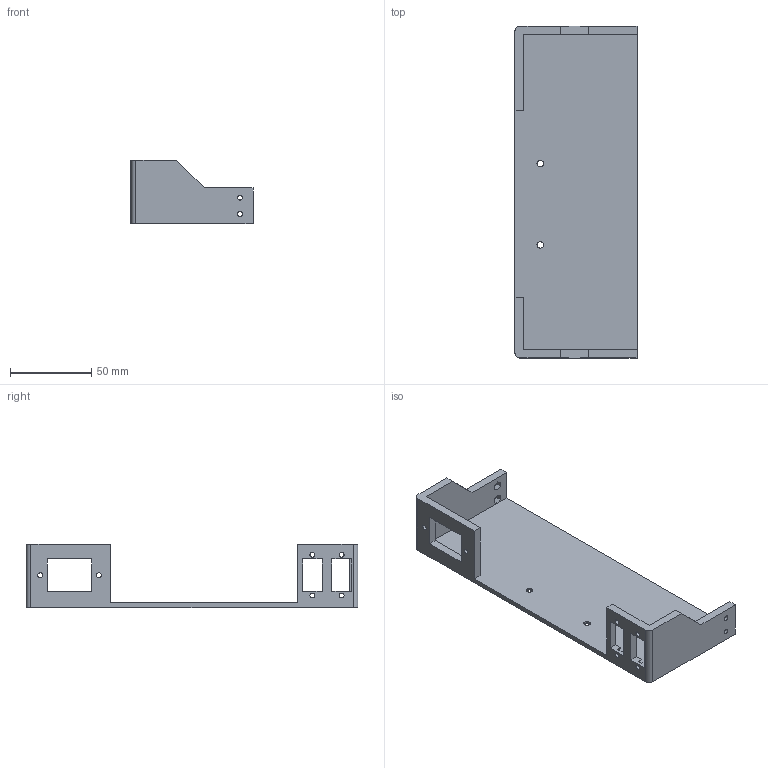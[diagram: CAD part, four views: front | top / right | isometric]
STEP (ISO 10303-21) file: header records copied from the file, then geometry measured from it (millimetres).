
FILE_DESCRIPTION(/* description */ (''),/* implementation_level */ '2;1');
FILE_NAME(/* name */ 'bot.step',/* time_stamp */ '2025-04-25T15:08:43+02:00',/* author */ (''),/* organization */ (''),/* preprocessor_version */ 'ST-DEVELOPER v20.1',/* originating_system */ 'Autodesk Translation Framework v14.4.0.0',/* authorisation */ '');
FILE_SCHEMA (('AUTOMOTIVE_DESIGN { 1 0 10303 214 3 1 1 }'));
Length unit declared in the file: millimetre
Products named in the file (1): Bot
Bounding box: 75 x 204 x 39 mm (x, y, z)
Volume: 74388.8 mm3; surface area: 46255 mm2
Topology: 1 solids, 1 shells, 101 faces, 278 edges, 184 vertices
Faces by surface type: plane 85, cylinder 14, cone 2
Full cylindrical faces by diameter (mm): 3 x10, 4 x2
Entity records: 3263 total; most frequent: CARTESIAN_POINT 564, ORIENTED_EDGE 556, DIRECTION 512, EDGE_CURVE 278, LINE 248, VECTOR 248, VERTEX_POINT 184, EDGE_LOOP 136
